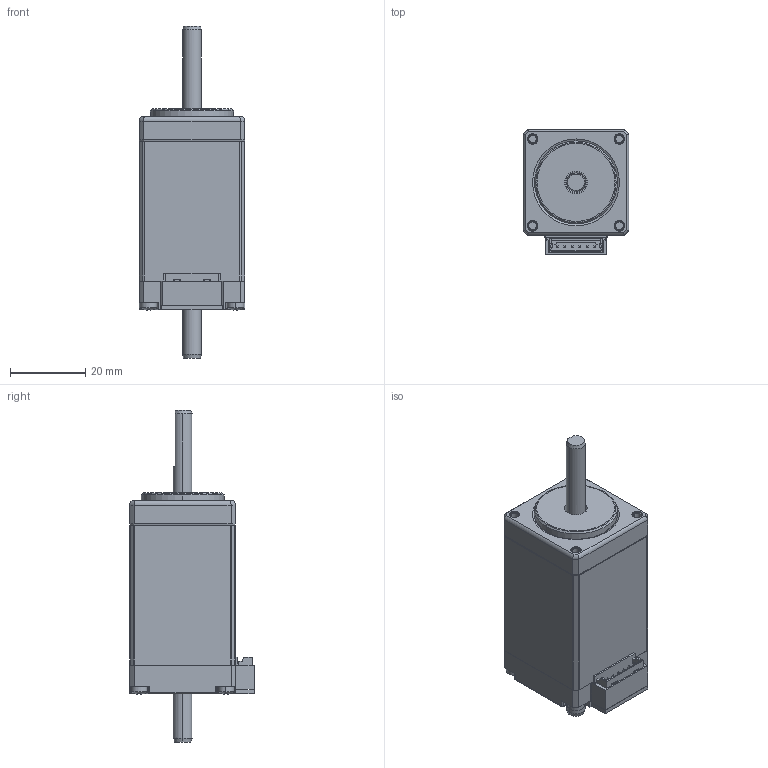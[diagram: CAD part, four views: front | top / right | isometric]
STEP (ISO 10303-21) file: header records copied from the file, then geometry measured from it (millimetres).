
FILE_DESCRIPTION((''),'2;1');
FILE_NAME('4611110027593_ASM','2024-04-10T09:44:17',('TQ00986'),(''),'CREO PARAMETRIC BY PTC INC, 2018100','CREO PARAMETRIC BY PTC INC, 2018100','');
FILE_SCHEMA(('CONFIG_CONTROL_DESIGN'));
Products named in the file (34): 4613102100069; 3698153000069; 3698153000070; 4613104003571_ASM; 4713101000504; 4718405003471; 4713120011452_ASM; 4613103006479_ASM; 4219121301812; 4613106100049_AF0; 4332101104155_AF0; 4693220000534_AF0; 4613106100049_AF1; 4613110000006_AF0; 4613106100049_AF2; 4693220000534_AF2; 4613106100049_AF4; 4613110000006_AF1; 4613106100049_AF5; 4693220000534_AF1; 4613106100049_AF3; 4613107110491_ASM; 4333201500085; 4333201500017; 4331101000007; 4613108006964_ASM; 4294440200018_AF0; 3698154000029; 4219121302982; 4294404000208; 4294440100060; 4613153000624_ASM; 3219720000388; 4611110027593_ASM
Assembly tree (37 placements, depth 5):
  4611110027593_ASM
    4613153000624_ASM
      4613103006479_ASM
        4613104003571_ASM
          4613102100069
          3698153000069
          3698153000070
        4713120011452_ASM
          4713101000504
          4718405003471
      4219121301812
      4613108006964_ASM
        4613107110491_ASM
          4613106100049_AF0
          4332101104155_AF0
          4693220000534_AF0
          4613106100049_AF1
          4613110000006_AF0
          4613106100049_AF2
          4693220000534_AF2
          4613106100049_AF4
          4613110000006_AF1
          4613106100049_AF5
          4693220000534_AF1
          4613106100049_AF3
        4333201500085
        4333201500017
        4331101000007  x2
      4294440200018_AF0
      3698154000029
      4219121302982
      4294404000208  x4
      4294440100060
    3219720000388
Bounding box: 28 x 33 x 88 mm (x, y, z)
Volume: 30887.9 mm3; surface area: 48243.6 mm2
Topology: 34 solids, 48 shells, 3903 faces, 10830 edges, 7116 vertices
Faces by surface type: plane 2051, cylinder 1685, cone 79, torus 38, extrusion 24, sphere 22, bspline 4
Entity records: 123458 total; most frequent: CARTESIAN_POINT 22488, DIRECTION 21547, ORIENTED_EDGE 20988, EDGE_CURVE 10520, AXIS2_PLACEMENT_3D 7305, VECTOR 6937, VERTEX_POINT 6918, LINE 6913
